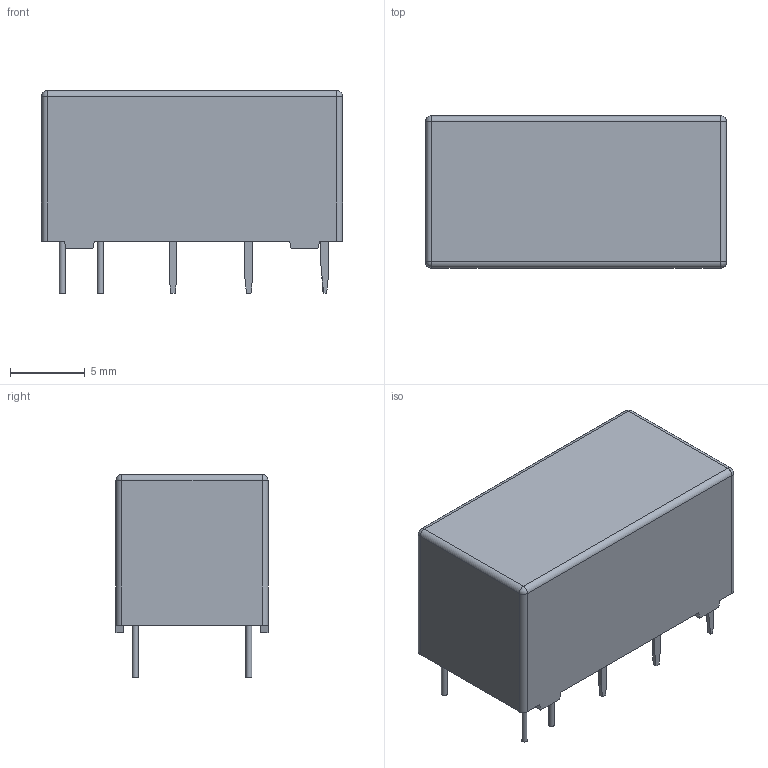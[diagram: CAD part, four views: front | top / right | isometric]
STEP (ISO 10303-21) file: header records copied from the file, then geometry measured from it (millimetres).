
FILE_DESCRIPTION(/* description */ (''),/* implementation_level */ '2;1');
FILE_NAME(/* name */ 'HFD2[2].stp',/* time_stamp */ '2018-03-15T13:37:24+08:00',/* author */ (''),/* organization */ (''),/* preprocessor_version */ 'ST-DEVELOPER v15',/* originating_system */ 'SIEMENS PLM Software NX 8.5',/* authorisation */ '');
FILE_SCHEMA (('CONFIG_CONTROL_DESIGN'));
Length unit declared in the file: millimetre
Products named in the file (2): cover_stp_22329ID35; HFD2_Shuang_stp
Assembly tree (1 placements, depth 2):
  HFD2_Shuang_stp
    cover_stp_22329ID35
Bounding box: 20.2 x 10.2 x 13.6 mm (x, y, z)
Volume: 2081.9 mm3; surface area: 1077.9 mm2
Topology: 1 solids, 2 shells, 93 faces, 224 edges, 143 vertices
Faces by surface type: plane 75, cylinder 13, sphere 5
Full cylindrical faces by diameter (mm): 0.4 x4, 2 x1
Entity records: 2801 total; most frequent: CARTESIAN_POINT 453, DIRECTION 432, ORIENTED_EDGE 430, EDGE_CURVE 215, LINE 188, VECTOR 188, VERTEX_POINT 143, AXIS2_PLACEMENT_3D 122
